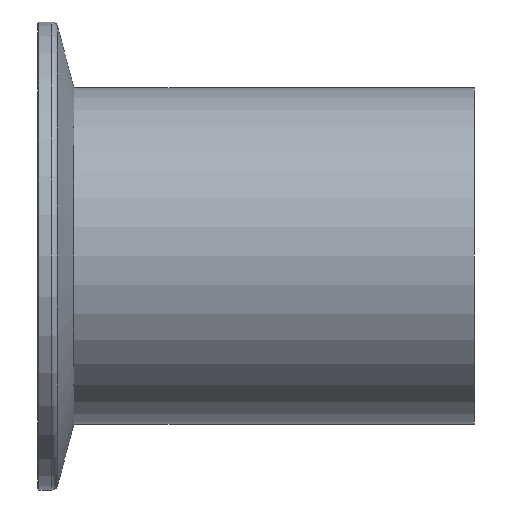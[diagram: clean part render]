
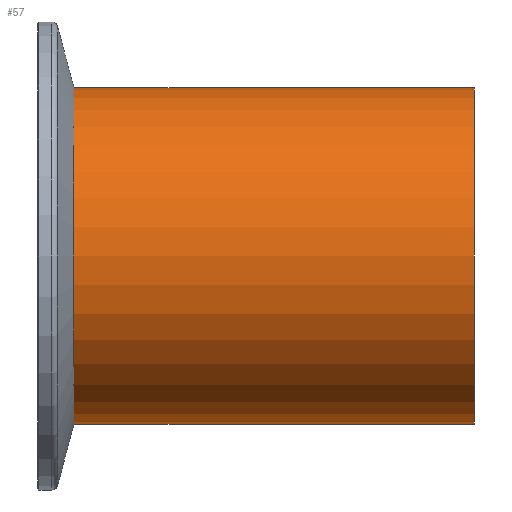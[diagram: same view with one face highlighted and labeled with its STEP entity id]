
A CAD part, left-side view. The second image highlights one B-rep face of the part: STEP entity #57.
In plain terms, the highlighted cylindrical face has radius 27 mm (diameter 54 mm), a partial arc.
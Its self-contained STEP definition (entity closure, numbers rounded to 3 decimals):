
#11 = DIRECTION ( 'NONE',  ( 0., 1., 0. ) ) ;
#22 = VERTEX_POINT ( 'NONE', #308 ) ;
#26 = EDGE_CURVE ( 'NONE', #429, #399, #368, .T. ) ;
#28 = LINE ( 'NONE', #417, #353 ) ;
#30 = DIRECTION ( 'NONE',  ( 0., 1., 0. ) ) ;
#35 = AXIS2_PLACEMENT_3D ( 'NONE', #389, #348, #257 ) ;
#38 = ORIENTED_EDGE ( 'NONE', *, *, #26, .F. ) ;
#57 = ADVANCED_FACE ( 'NONE', ( #391 ), #529, .T. ) ;
#91 = DIRECTION ( 'NONE',  ( 0., 1., 0. ) ) ;
#144 = AXIS2_PLACEMENT_3D ( 'NONE', #477, #11, #439 ) ;
#156 = CARTESIAN_POINT ( 'NONE',  ( 0., 64.187, 27. ) ) ;
#166 = VERTEX_POINT ( 'NONE', #210 ) ;
#176 = ORIENTED_EDGE ( 'NONE', *, *, #358, .T. ) ;
#207 = AXIS2_PLACEMENT_3D ( 'NONE', #341, #91, #377 ) ;
#210 = CARTESIAN_POINT ( 'NONE',  ( 0., 0., 27. ) ) ;
#241 = DIRECTION ( 'NONE',  ( 0., 1., 0. ) ) ;
#251 = LINE ( 'NONE', #367, #376 ) ;
#257 = DIRECTION ( 'NONE',  ( 0., 0., 1. ) ) ;
#261 = ORIENTED_EDGE ( 'NONE', *, *, #386, .F. ) ;
#308 = CARTESIAN_POINT ( 'NONE',  ( 0., 0., -27. ) ) ;
#341 = CARTESIAN_POINT ( 'NONE',  ( 0., 0., 0. ) ) ;
#348 = DIRECTION ( 'NONE',  ( 0., 1., 0. ) ) ;
#350 = ORIENTED_EDGE ( 'NONE', *, *, #531, .T. ) ;
#353 = VECTOR ( 'NONE', #241, 1000. ) ;
#358 = EDGE_CURVE ( 'NONE', #166, #399, #251, .T. ) ;
#367 = CARTESIAN_POINT ( 'NONE',  ( 0., 50.906, 27. ) ) ;
#368 = CIRCLE ( 'NONE', #35, 27. ) ;
#376 = VECTOR ( 'NONE', #30, 1000. ) ;
#377 = DIRECTION ( 'NONE',  ( 0., 0., 1. ) ) ;
#386 = EDGE_CURVE ( 'NONE', #22, #429, #28, .T. ) ;
#389 = CARTESIAN_POINT ( 'NONE',  ( 0., 64.187, 0. ) ) ;
#391 = FACE_OUTER_BOUND ( 'NONE', #500, .T. ) ;
#395 = CIRCLE ( 'NONE', #207, 27. ) ;
#399 = VERTEX_POINT ( 'NONE', #156 ) ;
#417 = CARTESIAN_POINT ( 'NONE',  ( 0., 50.906, -27. ) ) ;
#429 = VERTEX_POINT ( 'NONE', #503 ) ;
#439 = DIRECTION ( 'NONE',  ( 0., 0., 1. ) ) ;
#477 = CARTESIAN_POINT ( 'NONE',  ( 0., 50.906, 0. ) ) ;
#500 = EDGE_LOOP ( 'NONE', ( #261, #350, #176, #38 ) ) ;
#503 = CARTESIAN_POINT ( 'NONE',  ( 0., 64.187, -27. ) ) ;
#529 = CYLINDRICAL_SURFACE ( 'NONE', #144, 27. ) ;
#531 = EDGE_CURVE ( 'NONE', #22, #166, #395, .T. ) ;
